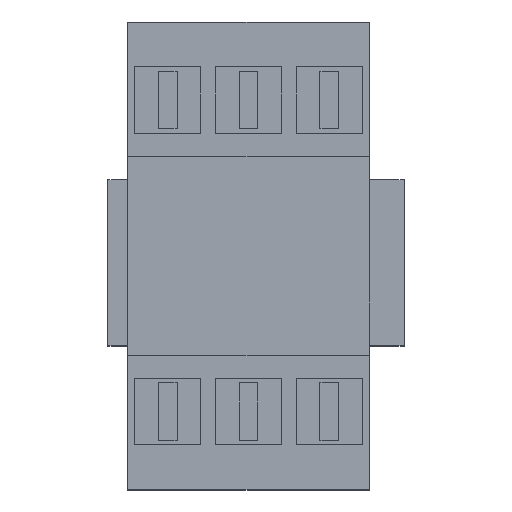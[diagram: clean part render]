
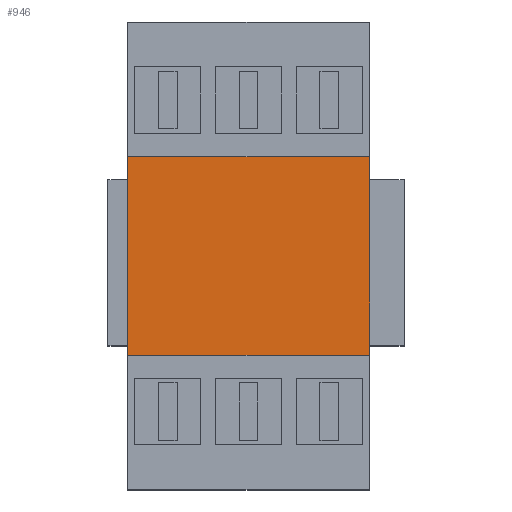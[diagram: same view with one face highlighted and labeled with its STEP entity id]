
A CAD part, top view. The second image highlights one B-rep face of the part: STEP entity #946.
In plain terms, the highlighted planar face has unit normal (0, 0, 1).
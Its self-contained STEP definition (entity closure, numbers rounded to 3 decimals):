
#10 = DIRECTION ( 'NONE',  ( 1., 0., 0. ) ) ;
#31 = EDGE_LOOP ( 'NONE', ( #999, #33, #1762, #700 ) ) ;
#33 = ORIENTED_EDGE ( 'NONE', *, *, #1159, .T. ) ;
#118 = DIRECTION ( 'NONE',  ( -1., 0., 0. ) ) ;
#123 = LINE ( 'NONE', #607, #3097 ) ;
#196 = CARTESIAN_POINT ( 'NONE',  ( -210., 117., 61. ) ) ;
#243 = LINE ( 'NONE', #2826, #2121 ) ;
#445 = CARTESIAN_POINT ( 'NONE',  ( -210., 117., 61. ) ) ;
#456 = PLANE ( 'NONE',  #2925 ) ;
#545 = DIRECTION ( 'NONE',  ( 0., -1., 0. ) ) ;
#555 = CARTESIAN_POINT ( 'NONE',  ( 0., 289., 61. ) ) ;
#607 = CARTESIAN_POINT ( 'NONE',  ( -210., 289., 61. ) ) ;
#637 = VERTEX_POINT ( 'NONE', #445 ) ;
#668 = LINE ( 'NONE', #555, #1990 ) ;
#700 = ORIENTED_EDGE ( 'NONE', *, *, #1989, .T. ) ;
#946 = ADVANCED_FACE ( 'NONE', ( #2363 ), #456, .T. ) ;
#999 = ORIENTED_EDGE ( 'NONE', *, *, #1518, .T. ) ;
#1018 = VERTEX_POINT ( 'NONE', #1659 ) ;
#1159 = EDGE_CURVE ( 'NONE', #637, #1018, #1161, .T. ) ;
#1161 = LINE ( 'NONE', #196, #1257 ) ;
#1257 = VECTOR ( 'NONE', #1913, 1000. ) ;
#1297 = DIRECTION ( 'NONE',  ( 0., 1., 0. ) ) ;
#1452 = DIRECTION ( 'NONE',  ( 0., 0., 1. ) ) ;
#1518 = EDGE_CURVE ( 'NONE', #1938, #637, #243, .T. ) ;
#1659 = CARTESIAN_POINT ( 'NONE',  ( 0., 117., 61. ) ) ;
#1762 = ORIENTED_EDGE ( 'NONE', *, *, #2396, .T. ) ;
#1913 = DIRECTION ( 'NONE',  ( 1., 0., 0. ) ) ;
#1938 = VERTEX_POINT ( 'NONE', #2075 ) ;
#1989 = EDGE_CURVE ( 'NONE', #2310, #1938, #123, .T. ) ;
#1990 = VECTOR ( 'NONE', #1297, 1000. ) ;
#2014 = CARTESIAN_POINT ( 'NONE',  ( 0., 289., 61. ) ) ;
#2075 = CARTESIAN_POINT ( 'NONE',  ( -210., 289., 61. ) ) ;
#2121 = VECTOR ( 'NONE', #545, 1000. ) ;
#2310 = VERTEX_POINT ( 'NONE', #2014 ) ;
#2363 = FACE_OUTER_BOUND ( 'NONE', #31, .T. ) ;
#2396 = EDGE_CURVE ( 'NONE', #1018, #2310, #668, .T. ) ;
#2826 = CARTESIAN_POINT ( 'NONE',  ( -210., 289., 61. ) ) ;
#2925 = AXIS2_PLACEMENT_3D ( 'NONE', #2937, #1452, #10 ) ;
#2937 = CARTESIAN_POINT ( 'NONE',  ( 0., 0., 61. ) ) ;
#3097 = VECTOR ( 'NONE', #118, 1000. ) ;
